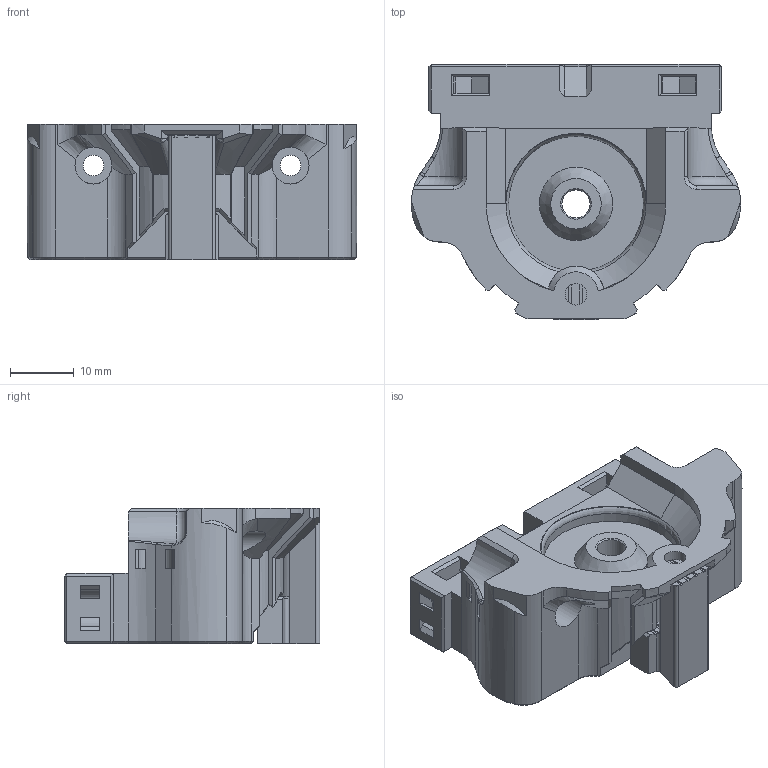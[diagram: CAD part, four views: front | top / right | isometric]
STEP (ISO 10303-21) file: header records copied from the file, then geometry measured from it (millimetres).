
FILE_DESCRIPTION(/* description */ ('STEP AP242','CAx-IF Rec.Pracs.---Representation and Presentation of Product Manufacturing Information (PMI)---4.0---2014-10-13','CAx-IF Rec.Pracs.---3D Tessellated Geometry---0.4---2014-09-14','2;1'),/* implementation_level */ '2;1');
FILE_NAME(/* name */ 'Xol Extruder Mount - G2SA',/* time_stamp */ '2024-06-15T13:28:13Z',/* author */ (''),/* organization */ (''),/* preprocessor_version */ 'ST-DEVELOPER v20',/* originating_system */ ' ',/* authorisation */ ' ');
FILE_SCHEMA (('AP242_MANAGED_MODEL_BASED_3D_ENGINEERING_MIM_LF { 1 0 10303 442 1 1 4 }'));
Length unit declared in the file: metre
Products named in the file (3): Xol Extruder Mount - G2SA; G2SA; Part 38
Assembly tree (2 placements, depth 2):
  Xol Extruder Mount - G2SA
    G2SA
    Part 38
Bounding box: 51.5 x 39.97 x 21.18 mm (x, y, z)
Volume: 20979.5 mm3; surface area: 8568.8 mm2
Topology: 2 solids, 2 shells, 325 faces, 871 edges, 556 vertices
Faces by surface type: plane 195, cylinder 57, bspline 40, cone 30, torus 3
Full cylindrical faces by diameter (mm): 3.2 x2, 3.4 x3, 4.4 x1, 4.7 x3, 5.8 x2, 21.1 x1
Entity records: 10712 total; most frequent: CARTESIAN_POINT 2964, ORIENTED_EDGE 1678, DIRECTION 1427, EDGE_CURVE 839, VERTEX_POINT 546, LINE 505, VECTOR 505, AXIS2_PLACEMENT_3D 461
